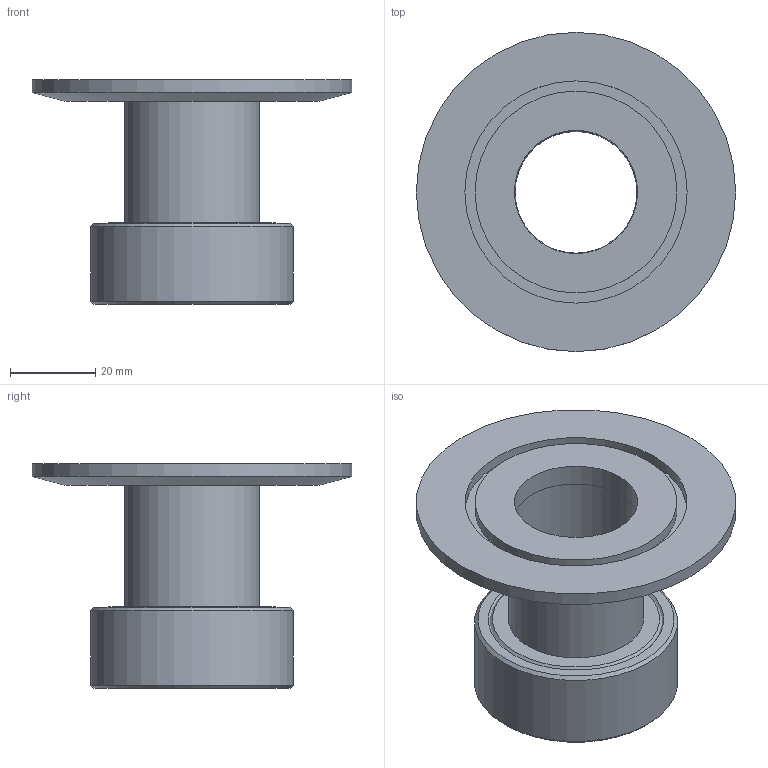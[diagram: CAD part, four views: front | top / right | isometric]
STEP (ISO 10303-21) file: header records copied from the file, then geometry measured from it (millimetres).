
FILE_DESCRIPTION(/* description */ (''),/* implementation_level */ '2;1');
FILE_NAME(/* name */ '1000020a.stp',/* time_stamp */ '2019-09-18T16:42:09-04:00',/* author */ ('Sana_M'),/* organization */ (''),/* preprocessor_version */ 'ST-DEVELOPER v16.13',/* originating_system */ 'Autodesk Inventor 2018',/* authorisation */ '');
FILE_SCHEMA (('AUTOMOTIVE_DESIGN { 1 0 10303 214 3 1 1 }'));
Length unit declared in the file: inch
Products named in the file (1): 1000020a
Bounding box: 75.01 x 75.01 x 52.83 mm (x, y, z)
Volume: 42046.1 mm3; surface area: 29016.1 mm2
Topology: 5 solids, 5 shells, 42 faces, 70 edges, 44 vertices
Faces by surface type: cylinder 16, plane 16, cone 6, torus 4
Full cylindrical faces by diameter (mm): 28.575 x1, 28.956 x4, 31.75 x1, 34.925 x2, 38.862 x1, 39.624 x1, 39.903 x1, 41.275 x1, 47.422 x1, 47.625 x1, 52.197 x1, 75.006 x1
Entity records: 971 total; most frequent: DIRECTION 170, CARTESIAN_POINT 127, AXIS2_PLACEMENT_3D 85, EDGE_LOOP 84, ORIENTED_EDGE 84, STYLED_ITEM 47, FACE_BOUND 42, FACE_OUTER_BOUND 42
